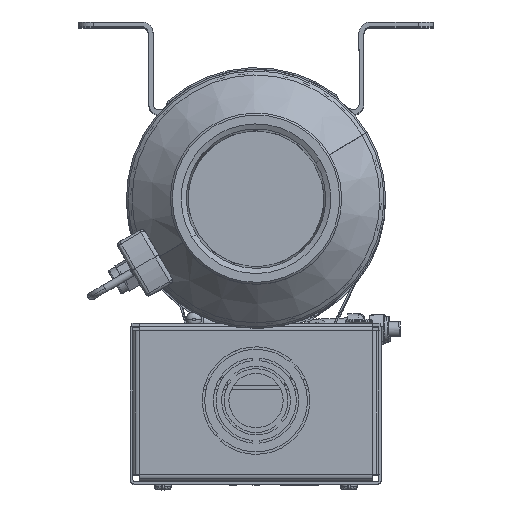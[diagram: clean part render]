
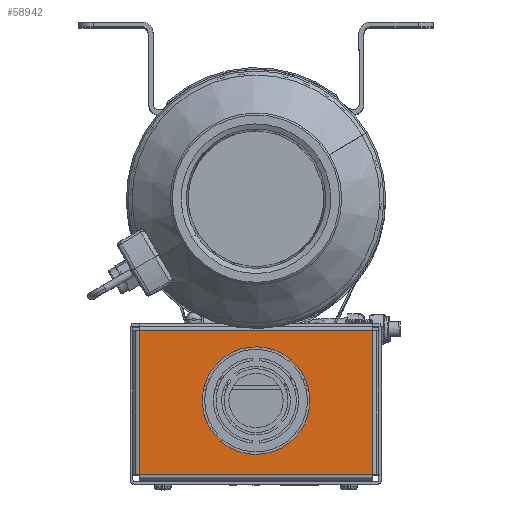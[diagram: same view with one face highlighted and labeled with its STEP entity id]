
A CAD part, top view. The second image highlights one B-rep face of the part: STEP entity #58942.
In plain terms, the highlighted planar face has unit normal (0, 0, 1).
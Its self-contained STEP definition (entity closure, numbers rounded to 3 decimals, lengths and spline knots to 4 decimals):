
#659 = CARTESIAN_POINT ( 'NONE',  ( -0.6552, -3.8173, 17.0259 ) ) ;
#1159 = AXIS2_PLACEMENT_3D ( 'NONE', #31222, #124455, #44569 ) ;
#1409 = VECTOR ( 'NONE', #50244, 39.3701 ) ;
#2192 = VERTEX_POINT ( 'NONE', #659 ) ;
#6518 = VERTEX_POINT ( 'NONE', #40288 ) ;
#7629 = CIRCLE ( 'NONE', #121349, 0.867 ) ;
#10836 = CARTESIAN_POINT ( 'NONE',  ( 0.644, -2.6948, 17.0259 ) ) ;
#12961 = EDGE_LOOP ( 'NONE', ( #110859, #74931, #49984, #82688 ) ) ;
#14234 = DIRECTION ( 'NONE',  ( 0., -1., 0. ) ) ;
#15242 = AXIS2_PLACEMENT_3D ( 'NONE', #50632, #143904, #63999 ) ;
#17432 = EDGE_CURVE ( 'NONE', #78030, #47411, #72207, .T. ) ;
#19624 = EDGE_CURVE ( 'NONE', #144429, #38631, #107203, .T. ) ;
#21890 = EDGE_CURVE ( 'NONE', #38631, #27536, #116109, .T. ) ;
#24986 = LINE ( 'NONE', #153397, #95820 ) ;
#25283 = CARTESIAN_POINT ( 'NONE',  ( -0.5669, -3.9057, 17.0259 ) ) ;
#26392 = EDGE_CURVE ( 'NONE', #70478, #121583, #44105, .T. ) ;
#27536 = VERTEX_POINT ( 'NONE', #102991 ) ;
#29968 = ORIENTED_EDGE ( 'NONE', *, *, #19624, .T. ) ;
#30772 = CARTESIAN_POINT ( 'NONE',  ( 0.0003, -4.44, 17.0259 ) ) ;
#31222 = CARTESIAN_POINT ( 'NONE',  ( 0.0004, -3.25, 17.0259 ) ) ;
#32807 = DIRECTION ( 'NONE',  ( 0., 0., -1. ) ) ;
#34843 = CARTESIAN_POINT ( 'NONE',  ( 0.0003, -3.31, 17.0259 ) ) ;
#35253 = DIRECTION ( 'NONE',  ( -0.707, -0.707, 0. ) ) ;
#36075 = ORIENTED_EDGE ( 'NONE', *, *, #57929, .T. ) ;
#37256 = EDGE_CURVE ( 'NONE', #78030, #6518, #55583, .T. ) ;
#37697 = DIRECTION ( 'NONE',  ( 0.707, 0.707, 0. ) ) ;
#38631 = VERTEX_POINT ( 'NONE', #126208 ) ;
#40288 = CARTESIAN_POINT ( 'NONE',  ( -1.8797, -4.44, 17.0259 ) ) ;
#44105 = CIRCLE ( 'NONE', #1159, 0.867 ) ;
#44569 = DIRECTION ( 'NONE',  ( 0., -1., 0. ) ) ;
#46950 = FACE_BOUND ( 'NONE', #128500, .T. ) ;
#47319 = AXIS2_PLACEMENT_3D ( 'NONE', #112531, #32807, #125986 ) ;
#47411 = VERTEX_POINT ( 'NONE', #48553 ) ;
#48553 = CARTESIAN_POINT ( 'NONE',  ( 1.8803, -2.12, 17.0259 ) ) ;
#49116 = CARTESIAN_POINT ( 'NONE',  ( 0.0004, -4.117, 17.0259 ) ) ;
#49446 = CARTESIAN_POINT ( 'NONE',  ( 0.0004, -3.25, 17.0259 ) ) ;
#49984 = ORIENTED_EDGE ( 'NONE', *, *, #168998, .T. ) ;
#50244 = DIRECTION ( 'NONE',  ( 1., 0., 0. ) ) ;
#50632 = CARTESIAN_POINT ( 'NONE',  ( 0.0003, -3.25, 17.0259 ) ) ;
#53716 = CARTESIAN_POINT ( 'NONE',  ( 1.8803, -4.44, 17.0259 ) ) ;
#54339 = EDGE_CURVE ( 'NONE', #152564, #62866, #167300, .T. ) ;
#54827 = LINE ( 'NONE', #103163, #86063 ) ;
#54942 = DIRECTION ( 'NONE',  ( -0.707, -0.707, 0. ) ) ;
#55583 = LINE ( 'NONE', #94027, #161972 ) ;
#57929 = EDGE_CURVE ( 'NONE', #62866, #2192, #128792, .T. ) ;
#58942 = ADVANCED_FACE ( 'NONE', ( #46950, #117835 ), #154805, .T. ) ;
#59883 = ORIENTED_EDGE ( 'NONE', *, *, #54339, .T. ) ;
#60128 = DIRECTION ( 'NONE',  ( 0.707, 0.707, 0. ) ) ;
#60714 = LINE ( 'NONE', #148225, #64848 ) ;
#62614 = CARTESIAN_POINT ( 'NONE',  ( 0.0004, -3.25, 17.0259 ) ) ;
#62790 = DIRECTION ( 'NONE',  ( 0., -1., 0. ) ) ;
#62866 = VERTEX_POINT ( 'NONE', #153051 ) ;
#63999 = DIRECTION ( 'NONE',  ( -1., 0., 0. ) ) ;
#64848 = VECTOR ( 'NONE', #54942, 39.3701 ) ;
#70302 = DIRECTION ( 'NONE',  ( 1., 0., 0. ) ) ;
#70478 = VERTEX_POINT ( 'NONE', #49116 ) ;
#71239 = CARTESIAN_POINT ( 'NONE',  ( 0.5556, -2.6064, 17.0259 ) ) ;
#72207 = LINE ( 'NONE', #143513, #1409 ) ;
#74022 = CARTESIAN_POINT ( 'NONE',  ( 0.5677, -2.5943, 17.0259 ) ) ;
#74928 = DIRECTION ( 'NONE',  ( 0., 0., 1. ) ) ;
#74931 = ORIENTED_EDGE ( 'NONE', *, *, #150925, .T. ) ;
#75348 = CARTESIAN_POINT ( 'NONE',  ( -0.6432, -3.8053, 17.0259 ) ) ;
#76009 = DIRECTION ( 'NONE',  ( 0., -1., 0. ) ) ;
#78030 = VERTEX_POINT ( 'NONE', #110505 ) ;
#80656 = VECTOR ( 'NONE', #37697, 39.3701 ) ;
#80795 = ORIENTED_EDGE ( 'NONE', *, *, #107433, .T. ) ;
#82688 = ORIENTED_EDGE ( 'NONE', *, *, #17432, .F. ) ;
#85576 = CIRCLE ( 'NONE', #140009, 0.867 ) ;
#86063 = VECTOR ( 'NONE', #156743, 39.3701 ) ;
#86759 = ORIENTED_EDGE ( 'NONE', *, *, #122542, .T. ) ;
#91546 = ORIENTED_EDGE ( 'NONE', *, *, #118942, .T. ) ;
#94027 = CARTESIAN_POINT ( 'NONE',  ( -1.8797, -3.31, 17.0259 ) ) ;
#95820 = VECTOR ( 'NONE', #60128, 39.3701 ) ;
#102991 = CARTESIAN_POINT ( 'NONE',  ( 0.6561, -2.6827, 17.0259 ) ) ;
#103163 = CARTESIAN_POINT ( 'NONE',  ( 1.8803, -3.31, 17.0259 ) ) ;
#105667 = VECTOR ( 'NONE', #70302, 39.3701 ) ;
#107203 = CIRCLE ( 'NONE', #47319, 0.85 ) ;
#107433 = EDGE_CURVE ( 'NONE', #121583, #152564, #24986, .T. ) ;
#108265 = ORIENTED_EDGE ( 'NONE', *, *, #170230, .T. ) ;
#110505 = CARTESIAN_POINT ( 'NONE',  ( -1.8797, -2.12, 17.0259 ) ) ;
#110859 = ORIENTED_EDGE ( 'NONE', *, *, #37256, .T. ) ;
#112353 = ORIENTED_EDGE ( 'NONE', *, *, #26392, .T. ) ;
#112531 = CARTESIAN_POINT ( 'NONE',  ( 0.0003, -3.25, 17.0259 ) ) ;
#116109 = LINE ( 'NONE', #10836, #80656 ) ;
#117835 = FACE_OUTER_BOUND ( 'NONE', #12961, .T. ) ;
#118942 = EDGE_CURVE ( 'NONE', #2192, #165619, #85576, .T. ) ;
#120176 = VERTEX_POINT ( 'NONE', #53716 ) ;
#120392 = VECTOR ( 'NONE', #35253, 39.3701 ) ;
#121349 = AXIS2_PLACEMENT_3D ( 'NONE', #62614, #155880, #76009 ) ;
#121583 = VERTEX_POINT ( 'NONE', #25283 ) ;
#122542 = EDGE_CURVE ( 'NONE', #27536, #70478, #7629, .T. ) ;
#124455 = DIRECTION ( 'NONE',  ( 0., 0., -1. ) ) ;
#125986 = DIRECTION ( 'NONE',  ( -1., 0., 0. ) ) ;
#126208 = CARTESIAN_POINT ( 'NONE',  ( 0.644, -2.6948, 17.0259 ) ) ;
#128500 = EDGE_LOOP ( 'NONE', ( #80795, #59883, #36075, #91546, #108265, #29968, #136123, #86759, #112353 ) ) ;
#128792 = LINE ( 'NONE', #75348, #120392 ) ;
#136123 = ORIENTED_EDGE ( 'NONE', *, *, #21890, .T. ) ;
#136998 = LINE ( 'NONE', #30772, #105667 ) ;
#140009 = AXIS2_PLACEMENT_3D ( 'NONE', #49446, #142679, #62790 ) ;
#142679 = DIRECTION ( 'NONE',  ( 0., 0., -1. ) ) ;
#143513 = CARTESIAN_POINT ( 'NONE',  ( 0.0003, -2.12, 17.0259 ) ) ;
#143904 = DIRECTION ( 'NONE',  ( 0., 0., -1. ) ) ;
#144429 = VERTEX_POINT ( 'NONE', #71239 ) ;
#148225 = CARTESIAN_POINT ( 'NONE',  ( 0.5677, -2.5943, 17.0259 ) ) ;
#150925 = EDGE_CURVE ( 'NONE', #6518, #120176, #136998, .T. ) ;
#151404 = CARTESIAN_POINT ( 'NONE',  ( -0.5548, -3.8936, 17.0259 ) ) ;
#152564 = VERTEX_POINT ( 'NONE', #151404 ) ;
#153051 = CARTESIAN_POINT ( 'NONE',  ( -0.6432, -3.8053, 17.0259 ) ) ;
#153397 = CARTESIAN_POINT ( 'NONE',  ( -0.5669, -3.9057, 17.0259 ) ) ;
#154805 = PLANE ( 'NONE',  #168599 ) ;
#155880 = DIRECTION ( 'NONE',  ( 0., 0., -1. ) ) ;
#156743 = DIRECTION ( 'NONE',  ( 0., 1., 0. ) ) ;
#161972 = VECTOR ( 'NONE', #14234, 39.3701 ) ;
#165619 = VERTEX_POINT ( 'NONE', #74022 ) ;
#167300 = CIRCLE ( 'NONE', #15242, 0.85 ) ;
#168188 = DIRECTION ( 'NONE',  ( 0., 1., 0. ) ) ;
#168599 = AXIS2_PLACEMENT_3D ( 'NONE', #34843, #74928, #168188 ) ;
#168998 = EDGE_CURVE ( 'NONE', #120176, #47411, #54827, .T. ) ;
#170230 = EDGE_CURVE ( 'NONE', #165619, #144429, #60714, .T. ) ;
